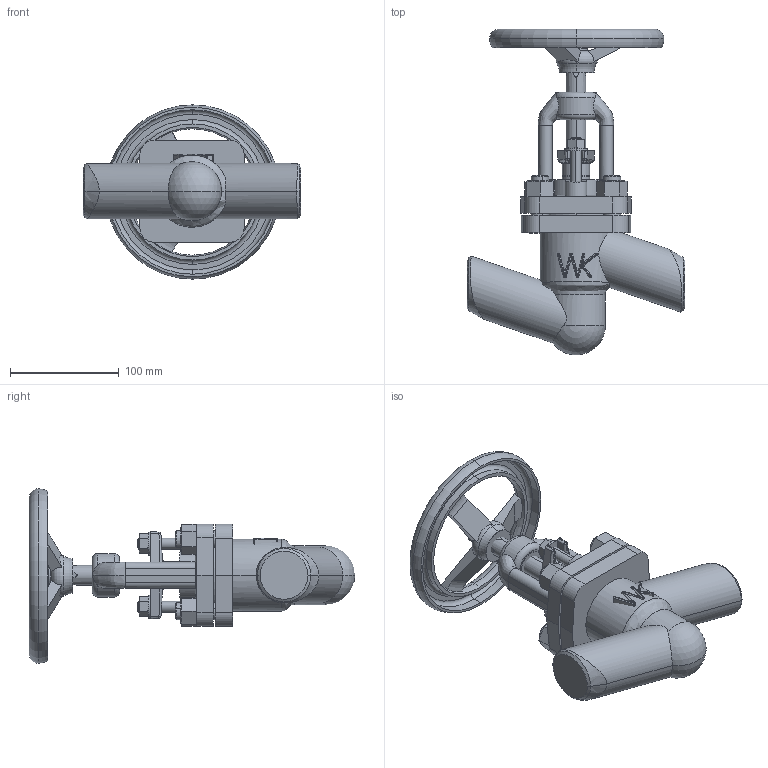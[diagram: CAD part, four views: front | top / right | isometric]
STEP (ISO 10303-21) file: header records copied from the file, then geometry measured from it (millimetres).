
FILE_DESCRIPTION (( 'STEP AP214' ), '1' );
FILE_NAME ('218S DN40 uproszczony.STEP', '2015-06-10T09:15:29', ( '' ), ( '' ), 'SwSTEP 2.0', 'SolidWorks 2015', '' );
FILE_SCHEMA (( 'AUTOMOTIVE_DESIGN' ));
Length unit declared in the file: millimetre
Products named in the file (1): 218S DN40 uproszczony
Bounding box: 200 x 299 x 160 mm (x, y, z)
Volume: 1363537.9 mm3; surface area: 234286.1 mm2
Topology: 32 solids, 32 shells, 618 faces, 1386 edges, 809 vertices
Faces by surface type: plane 221, cylinder 178, cone 94, torus 48, sphere 42, bspline 35
Entity records: 22713 total; most frequent: CARTESIAN_POINT 9251, DIRECTION 2755, ORIENTED_EDGE 2706, EDGE_CURVE 1353, AXIS2_PLACEMENT_3D 1117, VERTEX_POINT 806, EDGE_LOOP 633, FACE_OUTER_BOUND 618
